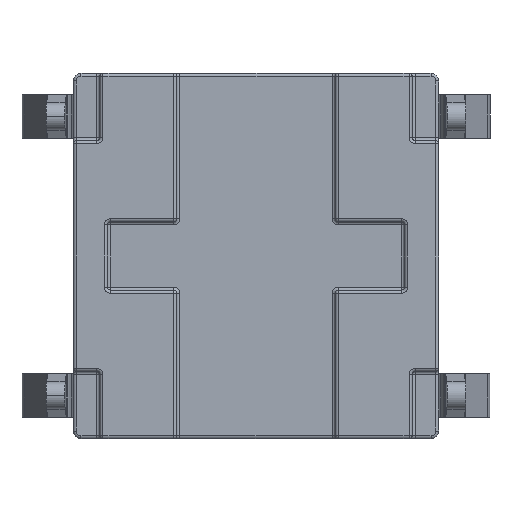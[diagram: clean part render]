
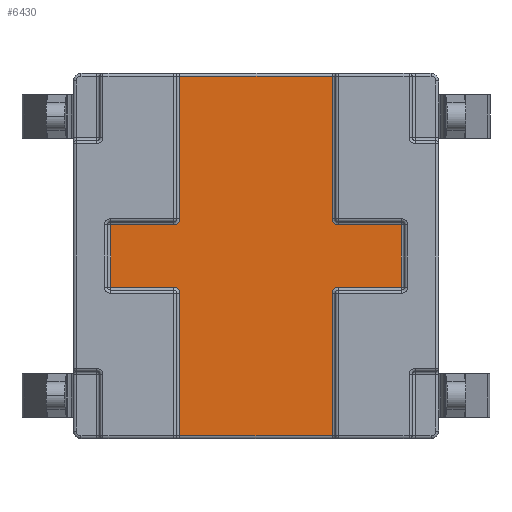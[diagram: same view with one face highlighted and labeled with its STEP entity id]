
A CAD part, front view. The second image highlights one B-rep face of the part: STEP entity #6430.
In plain terms, the highlighted planar face has unit normal (0, -1, 0).
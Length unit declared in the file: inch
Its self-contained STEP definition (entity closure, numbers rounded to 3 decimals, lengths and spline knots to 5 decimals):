
#245 = CARTESIAN_POINT ( 'NONE',  ( 0.11825, 0.022, 0.02008 ) ) ;
#249 = LINE ( 'NONE', #256, #9926 ) ;
#250 = LINE ( 'NONE', #245, #9922 ) ;
#251 = CARTESIAN_POINT ( 'NONE',  ( -0.05325, 0.022, 0.02408 ) ) ;
#252 = DIRECTION ( 'NONE',  ( 0., -1., 0. ) ) ;
#253 = DIRECTION ( 'NONE',  ( 0., 0., -1. ) ) ;
#254 = CARTESIAN_POINT ( 'NONE',  ( -0.04925, 0.022, -0.11825 ) ) ;
#255 = DIRECTION ( 'NONE',  ( -1., 0., 0. ) ) ;
#256 = CARTESIAN_POINT ( 'NONE',  ( -0.09411, 0.022, -0.11825 ) ) ;
#257 = DIRECTION ( 'NONE',  ( 0., 0., -1. ) ) ;
#258 = LINE ( 'NONE', #259, #9929 ) ;
#259 = CARTESIAN_POINT ( 'NONE',  ( 0.11825, 0.022, -0.02008 ) ) ;
#260 = DIRECTION ( 'NONE',  ( 1., 0., 0. ) ) ;
#261 = CARTESIAN_POINT ( 'NONE',  ( 0.11825, 0.022, -0.02008 ) ) ;
#262 = LINE ( 'NONE', #254, #9928 ) ;
#263 = CARTESIAN_POINT ( 'NONE',  ( -0.05325, 0.022, -0.02408 ) ) ;
#264 = DIRECTION ( 'NONE',  ( 0., -1., 0. ) ) ;
#265 = DIRECTION ( 'NONE',  ( 0., 0., -1. ) ) ;
#266 = DIRECTION ( 'NONE',  ( 0., 0., -1. ) ) ;
#267 = LINE ( 'NONE', #268, #9933 ) ;
#268 = CARTESIAN_POINT ( 'NONE',  ( 0.05125, 0.022, -0.11625 ) ) ;
#269 = DIRECTION ( 'NONE',  ( 1., 0., 0. ) ) ;
#270 = LINE ( 'NONE', #271, #9934 ) ;
#271 = CARTESIAN_POINT ( 'NONE',  ( 0.04925, 0.022, -0.11825 ) ) ;
#272 = DIRECTION ( 'NONE',  ( 0., 0., 1. ) ) ;
#273 = CARTESIAN_POINT ( 'NONE',  ( 0.04925, 0.022, -0.11825 ) ) ;
#274 = LINE ( 'NONE', #261, #9931 ) ;
#275 = CARTESIAN_POINT ( 'NONE',  ( 0.05325, 0.022, -0.02408 ) ) ;
#276 = DIRECTION ( 'NONE',  ( 0., -1., 0. ) ) ;
#277 = DIRECTION ( 'NONE',  ( 0., 0., -1. ) ) ;
#278 = DIRECTION ( 'NONE',  ( 1., 0., 0. ) ) ;
#279 = LINE ( 'NONE', #280, #415 ) ;
#280 = CARTESIAN_POINT ( 'NONE',  ( 0.09411, 0.022, -0.11825 ) ) ;
#281 = DIRECTION ( 'NONE',  ( 0., 0., 1. ) ) ;
#282 = LINE ( 'NONE', #283, #417 ) ;
#283 = CARTESIAN_POINT ( 'NONE',  ( 0.11825, 0.022, 0.02008 ) ) ;
#284 = DIRECTION ( 'NONE',  ( -1., 0., 0. ) ) ;
#286 = LINE ( 'NONE', #273, #421 ) ;
#287 = CARTESIAN_POINT ( 'NONE',  ( 0.05325, 0.022, 0.02408 ) ) ;
#288 = DIRECTION ( 'NONE',  ( 0., -1., 0. ) ) ;
#289 = DIRECTION ( 'NONE',  ( 0., 0., -1. ) ) ;
#290 = DIRECTION ( 'NONE',  ( 0., 0., 1. ) ) ;
#291 = LINE ( 'NONE', #292, #420 ) ;
#292 = CARTESIAN_POINT ( 'NONE',  ( -0.05125, 0.022, 0.11625 ) ) ;
#293 = DIRECTION ( 'NONE',  ( -1., 0., 0. ) ) ;
#294 = LINE ( 'NONE', #295, #422 ) ;
#295 = CARTESIAN_POINT ( 'NONE',  ( -0.04925, 0.022, -0.11825 ) ) ;
#296 = DIRECTION ( 'NONE',  ( 0., 0., -1. ) ) ;
#415 = VECTOR ( 'NONE', #281, 39.37008 ) ;
#416 = CIRCLE ( 'NONE', #419, 0.004 ) ;
#417 = VECTOR ( 'NONE', #284, 39.37008 ) ;
#419 = AXIS2_PLACEMENT_3D ( 'NONE', #287, #288, #289 ) ;
#420 = VECTOR ( 'NONE', #293, 39.37008 ) ;
#421 = VECTOR ( 'NONE', #290, 39.37008 ) ;
#422 = VECTOR ( 'NONE', #296, 39.37008 ) ;
#1290 = CARTESIAN_POINT ( 'NONE',  ( -0.04925, 0.022, 0.02408 ) ) ;
#1292 = CARTESIAN_POINT ( 'NONE',  ( -0.05325, 0.022, 0.02008 ) ) ;
#1304 = CARTESIAN_POINT ( 'NONE',  ( -0.04925, 0.022, -0.02408 ) ) ;
#1314 = CARTESIAN_POINT ( 'NONE',  ( -0.09411, 0.022, 0.02008 ) ) ;
#1315 = CARTESIAN_POINT ( 'NONE',  ( -0.09411, 0.022, -0.02008 ) ) ;
#1316 = CARTESIAN_POINT ( 'NONE',  ( -0.05325, 0.022, -0.02008 ) ) ;
#1317 = CARTESIAN_POINT ( 'NONE',  ( 0.05325, 0.022, -0.02008 ) ) ;
#1318 = CARTESIAN_POINT ( 'NONE',  ( -0.04925, 0.022, -0.11625 ) ) ;
#1319 = CARTESIAN_POINT ( 'NONE',  ( 0.04925, 0.022, -0.11625 ) ) ;
#1320 = CARTESIAN_POINT ( 'NONE',  ( 0.04925, 0.022, -0.02408 ) ) ;
#1321 = CARTESIAN_POINT ( 'NONE',  ( 0.04925, 0.022, 0.02408 ) ) ;
#1322 = CARTESIAN_POINT ( 'NONE',  ( 0.09411, 0.022, -0.02008 ) ) ;
#1323 = CARTESIAN_POINT ( 'NONE',  ( 0.09411, 0.022, 0.02008 ) ) ;
#1324 = CARTESIAN_POINT ( 'NONE',  ( 0.05325, 0.022, 0.02008 ) ) ;
#1326 = CARTESIAN_POINT ( 'NONE',  ( 0.04925, 0.022, 0.11625 ) ) ;
#1327 = CARTESIAN_POINT ( 'NONE',  ( -0.04925, 0.022, 0.11625 ) ) ;
#6430 = ADVANCED_FACE ( 'NONE', ( #9683 ), #9679, .T. ) ;
#6681 = EDGE_CURVE ( 'NONE', #7113, #7114, #9924, .T. ) ;
#6682 = EDGE_CURVE ( 'NONE', #7113, #7135, #250, .T. ) ;
#6683 = EDGE_CURVE ( 'NONE', #7135, #7136, #249, .T. ) ;
#6684 = EDGE_CURVE ( 'NONE', #7136, #7137, #258, .T. ) ;
#6685 = EDGE_CURVE ( 'NONE', #7125, #7137, #9930, .T. ) ;
#6686 = EDGE_CURVE ( 'NONE', #7125, #7139, #262, .T. ) ;
#6687 = EDGE_CURVE ( 'NONE', #7139, #7140, #267, .T. ) ;
#6688 = EDGE_CURVE ( 'NONE', #7140, #7141, #270, .T. ) ;
#6689 = EDGE_CURVE ( 'NONE', #7138, #7141, #9935, .T. ) ;
#6690 = EDGE_CURVE ( 'NONE', #7138, #7143, #274, .T. ) ;
#6691 = EDGE_CURVE ( 'NONE', #7143, #7144, #279, .T. ) ;
#6692 = EDGE_CURVE ( 'NONE', #7144, #7145, #282, .T. ) ;
#6693 = EDGE_CURVE ( 'NONE', #7142, #7145, #416, .T. ) ;
#6694 = EDGE_CURVE ( 'NONE', #7142, #7147, #286, .T. ) ;
#6695 = EDGE_CURVE ( 'NONE', #7147, #7148, #291, .T. ) ;
#6696 = EDGE_CURVE ( 'NONE', #7148, #7114, #294, .T. ) ;
#6937 = EDGE_LOOP ( 'NONE', ( #7645, #7646, #7647, #7648, #7649, #7650, #7651, #7652, #7653, #7654, #7655, #7656, #7657, #7658, #7659, #7660 ) ) ;
#7113 = VERTEX_POINT ( 'NONE', #1292 ) ;
#7114 = VERTEX_POINT ( 'NONE', #1290 ) ;
#7125 = VERTEX_POINT ( 'NONE', #1304 ) ;
#7135 = VERTEX_POINT ( 'NONE', #1314 ) ;
#7136 = VERTEX_POINT ( 'NONE', #1315 ) ;
#7137 = VERTEX_POINT ( 'NONE', #1316 ) ;
#7138 = VERTEX_POINT ( 'NONE', #1317 ) ;
#7139 = VERTEX_POINT ( 'NONE', #1318 ) ;
#7140 = VERTEX_POINT ( 'NONE', #1319 ) ;
#7141 = VERTEX_POINT ( 'NONE', #1320 ) ;
#7142 = VERTEX_POINT ( 'NONE', #1321 ) ;
#7143 = VERTEX_POINT ( 'NONE', #1322 ) ;
#7144 = VERTEX_POINT ( 'NONE', #1323 ) ;
#7145 = VERTEX_POINT ( 'NONE', #1324 ) ;
#7147 = VERTEX_POINT ( 'NONE', #1326 ) ;
#7148 = VERTEX_POINT ( 'NONE', #1327 ) ;
#7645 = ORIENTED_EDGE ( 'NONE', *, *, #6681, .F. ) ;
#7646 = ORIENTED_EDGE ( 'NONE', *, *, #6682, .T. ) ;
#7647 = ORIENTED_EDGE ( 'NONE', *, *, #6683, .T. ) ;
#7648 = ORIENTED_EDGE ( 'NONE', *, *, #6684, .T. ) ;
#7649 = ORIENTED_EDGE ( 'NONE', *, *, #6685, .F. ) ;
#7650 = ORIENTED_EDGE ( 'NONE', *, *, #6686, .T. ) ;
#7651 = ORIENTED_EDGE ( 'NONE', *, *, #6687, .T. ) ;
#7652 = ORIENTED_EDGE ( 'NONE', *, *, #6688, .T. ) ;
#7653 = ORIENTED_EDGE ( 'NONE', *, *, #6689, .F. ) ;
#7654 = ORIENTED_EDGE ( 'NONE', *, *, #6690, .T. ) ;
#7655 = ORIENTED_EDGE ( 'NONE', *, *, #6691, .T. ) ;
#7656 = ORIENTED_EDGE ( 'NONE', *, *, #6692, .T. ) ;
#7657 = ORIENTED_EDGE ( 'NONE', *, *, #6693, .F. ) ;
#7658 = ORIENTED_EDGE ( 'NONE', *, *, #6694, .T. ) ;
#7659 = ORIENTED_EDGE ( 'NONE', *, *, #6695, .T. ) ;
#7660 = ORIENTED_EDGE ( 'NONE', *, *, #6696, .T. ) ;
#9679 = PLANE ( 'NONE',  #9719 ) ;
#9683 = FACE_OUTER_BOUND ( 'NONE', #6937, .T. ) ;
#9719 = AXIS2_PLACEMENT_3D ( 'NONE', #9938, #9939, #9940 ) ;
#9922 = VECTOR ( 'NONE', #255, 39.37008 ) ;
#9924 = CIRCLE ( 'NONE', #9927, 0.004 ) ;
#9926 = VECTOR ( 'NONE', #257, 39.37008 ) ;
#9927 = AXIS2_PLACEMENT_3D ( 'NONE', #251, #252, #253 ) ;
#9928 = VECTOR ( 'NONE', #266, 39.37008 ) ;
#9929 = VECTOR ( 'NONE', #260, 39.37008 ) ;
#9930 = CIRCLE ( 'NONE', #9932, 0.004 ) ;
#9931 = VECTOR ( 'NONE', #278, 39.37008 ) ;
#9932 = AXIS2_PLACEMENT_3D ( 'NONE', #263, #264, #265 ) ;
#9933 = VECTOR ( 'NONE', #269, 39.37008 ) ;
#9934 = VECTOR ( 'NONE', #272, 39.37008 ) ;
#9935 = CIRCLE ( 'NONE', #9937, 0.004 ) ;
#9937 = AXIS2_PLACEMENT_3D ( 'NONE', #275, #276, #277 ) ;
#9938 = CARTESIAN_POINT ( 'NONE',  ( 0.11825, 0.022, -0.11825 ) ) ;
#9939 = DIRECTION ( 'NONE',  ( 0., -1., 0. ) ) ;
#9940 = DIRECTION ( 'NONE',  ( 0., 0., -1. ) ) ;
